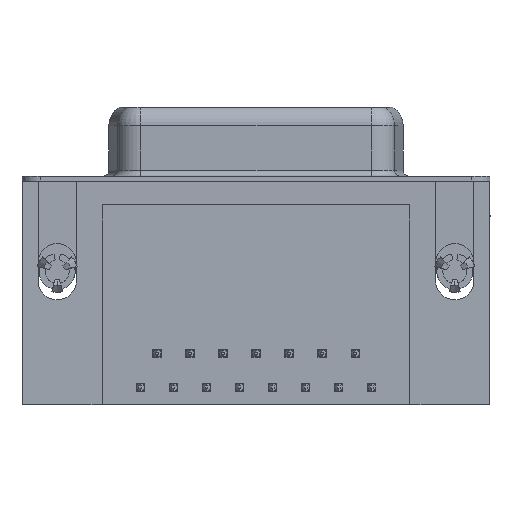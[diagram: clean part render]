
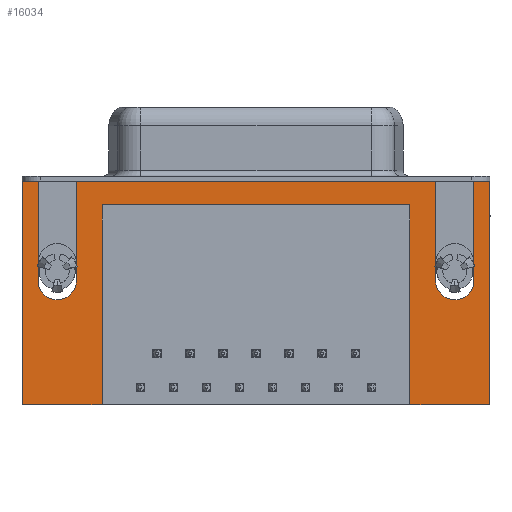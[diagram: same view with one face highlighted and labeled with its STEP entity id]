
A CAD part, front view. The second image highlights one B-rep face of the part: STEP entity #16034.
In plain terms, the highlighted planar face has unit normal (0, -1, 0).
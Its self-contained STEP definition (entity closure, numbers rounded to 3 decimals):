
#689 = VECTOR ( 'NONE', #2233, 1000. ) ;
#757 = LINE ( 'NONE', #17660, #689 ) ;
#777 = CARTESIAN_POINT ( 'NONE',  ( 3.765, -6.275, -2. ) ) ;
#1424 = CARTESIAN_POINT ( 'NONE',  ( 31.72, -6.275, 0. ) ) ;
#2233 = DIRECTION ( 'NONE',  ( 0., 0., 1. ) ) ;
#2780 = CARTESIAN_POINT ( 'NONE',  ( -2.935, -6.275, 0. ) ) ;
#3246 = VECTOR ( 'NONE', #11377, 1000. ) ;
#3302 = LINE ( 'NONE', #13623, #3246 ) ;
#3436 = FACE_OUTER_BOUND ( 'NONE', #25806, .T. ) ;
#3594 = DIRECTION ( 'NONE',  ( -1., 0., 0. ) ) ;
#3873 = CARTESIAN_POINT ( 'NONE',  ( 29.555, -6.275, -2. ) ) ;
#3966 = VERTEX_POINT ( 'NONE', #6376 ) ;
#4108 = CARTESIAN_POINT ( 'NONE',  ( -2.935, -6.275, 0. ) ) ;
#4140 = CARTESIAN_POINT ( 'NONE',  ( 36.255, -6.275, -18.76 ) ) ;
#4251 = PLANE ( 'NONE',  #20265 ) ;
#4746 = CARTESIAN_POINT ( 'NONE',  ( 36.255, -6.275, -18.76 ) ) ;
#5120 = DIRECTION ( 'NONE',  ( 0., -1., 0. ) ) ;
#5396 = VERTEX_POINT ( 'NONE', #777 ) ;
#5420 = VERTEX_POINT ( 'NONE', #16235 ) ;
#5881 = ORIENTED_EDGE ( 'NONE', *, *, #8840, .F. ) ;
#6164 = CARTESIAN_POINT ( 'NONE',  ( -2.935, -6.275, 0. ) ) ;
#6198 = DIRECTION ( 'NONE',  ( 0., -1., 0. ) ) ;
#6376 = CARTESIAN_POINT ( 'NONE',  ( -1.6, -6.275, -8.35 ) ) ;
#6508 = VERTEX_POINT ( 'NONE', #15634 ) ;
#6531 = DIRECTION ( 'NONE',  ( 0., -1., 0. ) ) ;
#6821 = ORIENTED_EDGE ( 'NONE', *, *, #26032, .F. ) ;
#7223 = ORIENTED_EDGE ( 'NONE', *, *, #21534, .F. ) ;
#7813 = DIRECTION ( 'NONE',  ( 0., 0., 1. ) ) ;
#8157 = CARTESIAN_POINT ( 'NONE',  ( 29.555, -6.275, -18.76 ) ) ;
#8726 = DIRECTION ( 'NONE',  ( 0., 0., 1. ) ) ;
#8840 = EDGE_CURVE ( 'NONE', #6508, #3966, #3302, .T. ) ;
#9030 = CARTESIAN_POINT ( 'NONE',  ( 34.92, -6.275, -8.35 ) ) ;
#9133 = VERTEX_POINT ( 'NONE', #21636 ) ;
#9296 = VECTOR ( 'NONE', #13095, 1000. ) ;
#9411 = LINE ( 'NONE', #28222, #9296 ) ;
#9654 = CIRCLE ( 'NONE', #16757, 1.6 ) ;
#9991 = EDGE_CURVE ( 'NONE', #22656, #5420, #26631, .T. ) ;
#10176 = VERTEX_POINT ( 'NONE', #15272 ) ;
#10230 = CARTESIAN_POINT ( 'NONE',  ( 3.765, -6.275, -2. ) ) ;
#10591 = EDGE_CURVE ( 'NONE', #5396, #13952, #24397, .T. ) ;
#11064 = EDGE_CURVE ( 'NONE', #15423, #20414, #22663, .T. ) ;
#11377 = DIRECTION ( 'NONE',  ( 0., 0., -1. ) ) ;
#11758 = CARTESIAN_POINT ( 'NONE',  ( 36.255, -6.275, -2.5 ) ) ;
#11914 = DIRECTION ( 'NONE',  ( -1., 0., 0. ) ) ;
#12113 = VECTOR ( 'NONE', #3594, 1000. ) ;
#12191 = LINE ( 'NONE', #10230, #12113 ) ;
#12336 = ORIENTED_EDGE ( 'NONE', *, *, #22998, .F. ) ;
#12472 = EDGE_CURVE ( 'NONE', #13236, #19996, #17637, .T. ) ;
#12477 = VECTOR ( 'NONE', #18150, 1000. ) ;
#12505 = LINE ( 'NONE', #26841, #12477 ) ;
#12701 = ORIENTED_EDGE ( 'NONE', *, *, #17789, .F. ) ;
#12981 = CARTESIAN_POINT ( 'NONE',  ( 29.555, -6.275, -2. ) ) ;
#13052 = VECTOR ( 'NONE', #13860, 1000. ) ;
#13095 = DIRECTION ( 'NONE',  ( 0., 0., -1. ) ) ;
#13236 = VERTEX_POINT ( 'NONE', #8157 ) ;
#13373 = LINE ( 'NONE', #2780, #13052 ) ;
#13623 = CARTESIAN_POINT ( 'NONE',  ( -1.6, -6.275, 0. ) ) ;
#13673 = EDGE_CURVE ( 'NONE', #21970, #20128, #12505, .T. ) ;
#13860 = DIRECTION ( 'NONE',  ( 1., 0., 0. ) ) ;
#13952 = VERTEX_POINT ( 'NONE', #28104 ) ;
#14064 = ORIENTED_EDGE ( 'NONE', *, *, #10591, .F. ) ;
#14995 = CARTESIAN_POINT ( 'NONE',  ( 1.6, -6.275, -8.35 ) ) ;
#15272 = CARTESIAN_POINT ( 'NONE',  ( 31.72, -6.275, -8.35 ) ) ;
#15338 = DIRECTION ( 'NONE',  ( -1., 0., 0. ) ) ;
#15341 = CARTESIAN_POINT ( 'NONE',  ( -2.935, -6.275, -2.5 ) ) ;
#15423 = VERTEX_POINT ( 'NONE', #9030 ) ;
#15634 = CARTESIAN_POINT ( 'NONE',  ( -1.6, -6.275, 0. ) ) ;
#15841 = VERTEX_POINT ( 'NONE', #21442 ) ;
#16034 = ADVANCED_FACE ( 'NONE', ( #3436 ), #4251, .T. ) ;
#16235 = CARTESIAN_POINT ( 'NONE',  ( 36.255, -6.275, 0. ) ) ;
#16399 = VERTEX_POINT ( 'NONE', #1424 ) ;
#16757 = AXIS2_PLACEMENT_3D ( 'NONE', #19327, #6198, #21583 ) ;
#17092 = ORIENTED_EDGE ( 'NONE', *, *, #27129, .F. ) ;
#17385 = DIRECTION ( 'NONE',  ( 1., 0., 0. ) ) ;
#17521 = CARTESIAN_POINT ( 'NONE',  ( 1.6, -6.275, 0. ) ) ;
#17637 = LINE ( 'NONE', #12981, #18088 ) ;
#17650 = ORIENTED_EDGE ( 'NONE', *, *, #13673, .F. ) ;
#17660 = CARTESIAN_POINT ( 'NONE',  ( -2.935, -6.275, -2.5 ) ) ;
#17781 = VECTOR ( 'NONE', #17385, 1000. ) ;
#17789 = EDGE_CURVE ( 'NONE', #3966, #21970, #9654, .T. ) ;
#17832 = LINE ( 'NONE', #4108, #17781 ) ;
#18088 = VECTOR ( 'NONE', #8726, 1000. ) ;
#18150 = DIRECTION ( 'NONE',  ( 0., 0., 1. ) ) ;
#18329 = CARTESIAN_POINT ( 'NONE',  ( 33.32, -6.275, -8.35 ) ) ;
#18388 = DIRECTION ( 'NONE',  ( 0., 0., 1. ) ) ;
#19327 = CARTESIAN_POINT ( 'NONE',  ( 0., -6.275, -8.35 ) ) ;
#19987 = EDGE_CURVE ( 'NONE', #20414, #5420, #23843, .T. ) ;
#19996 = VERTEX_POINT ( 'NONE', #3873 ) ;
#20128 = VERTEX_POINT ( 'NONE', #17521 ) ;
#20265 = AXIS2_PLACEMENT_3D ( 'NONE', #15341, #6531, #21917 ) ;
#20414 = VERTEX_POINT ( 'NONE', #22653 ) ;
#20475 = VECTOR ( 'NONE', #15338, 1000. ) ;
#20515 = DIRECTION ( 'NONE',  ( -1., 0., 0. ) ) ;
#20643 = LINE ( 'NONE', #4140, #20475 ) ;
#20647 = CARTESIAN_POINT ( 'NONE',  ( 36.255, -6.275, -18.76 ) ) ;
#20909 = CARTESIAN_POINT ( 'NONE',  ( 34.92, -6.275, 0. ) ) ;
#20989 = EDGE_CURVE ( 'NONE', #13952, #9133, #20643, .T. ) ;
#21422 = ORIENTED_EDGE ( 'NONE', *, *, #22728, .F. ) ;
#21442 = CARTESIAN_POINT ( 'NONE',  ( -2.935, -6.275, 0. ) ) ;
#21534 = EDGE_CURVE ( 'NONE', #15841, #6508, #17832, .T. ) ;
#21555 = DIRECTION ( 'NONE',  ( 1., 0., 0. ) ) ;
#21583 = DIRECTION ( 'NONE',  ( 1., 0., 0. ) ) ;
#21629 = CARTESIAN_POINT ( 'NONE',  ( 3.765, -6.275, -2. ) ) ;
#21636 = CARTESIAN_POINT ( 'NONE',  ( -2.935, -6.275, -18.76 ) ) ;
#21763 = ORIENTED_EDGE ( 'NONE', *, *, #20989, .F. ) ;
#21848 = ORIENTED_EDGE ( 'NONE', *, *, #12472, .F. ) ;
#21917 = DIRECTION ( 'NONE',  ( 0., 0., -1. ) ) ;
#21970 = VERTEX_POINT ( 'NONE', #14995 ) ;
#22502 = VECTOR ( 'NONE', #7813, 1000. ) ;
#22653 = CARTESIAN_POINT ( 'NONE',  ( 34.92, -6.275, 0. ) ) ;
#22656 = VERTEX_POINT ( 'NONE', #4746 ) ;
#22663 = LINE ( 'NONE', #20909, #22502 ) ;
#22728 = EDGE_CURVE ( 'NONE', #20128, #16399, #13373, .T. ) ;
#22998 = EDGE_CURVE ( 'NONE', #19996, #5396, #12191, .T. ) ;
#23470 = ORIENTED_EDGE ( 'NONE', *, *, #23647, .F. ) ;
#23647 = EDGE_CURVE ( 'NONE', #16399, #10176, #9411, .T. ) ;
#23838 = DIRECTION ( 'NONE',  ( 0., 0., -1. ) ) ;
#23843 = LINE ( 'NONE', #6164, #23960 ) ;
#23960 = VECTOR ( 'NONE', #21555, 1000. ) ;
#24306 = VECTOR ( 'NONE', #23838, 1000. ) ;
#24397 = LINE ( 'NONE', #21629, #24306 ) ;
#24885 = AXIS2_PLACEMENT_3D ( 'NONE', #18329, #5120, #20515 ) ;
#25037 = CIRCLE ( 'NONE', #24885, 1.6 ) ;
#25181 = ORIENTED_EDGE ( 'NONE', *, *, #19987, .F. ) ;
#25806 = EDGE_LOOP ( 'NONE', ( #28267, #17092, #23470, #21422, #17650, #12701, #5881, #7223, #6821, #21763, #14064, #12336, #21848, #27370, #27614, #25181 ) ) ;
#26032 = EDGE_CURVE ( 'NONE', #9133, #15841, #757, .T. ) ;
#26605 = VECTOR ( 'NONE', #18388, 1000. ) ;
#26631 = LINE ( 'NONE', #11758, #26605 ) ;
#26686 = EDGE_CURVE ( 'NONE', #22656, #13236, #26943, .T. ) ;
#26841 = CARTESIAN_POINT ( 'NONE',  ( 1.6, -6.275, 0. ) ) ;
#26941 = VECTOR ( 'NONE', #11914, 1000. ) ;
#26943 = LINE ( 'NONE', #20647, #26941 ) ;
#27129 = EDGE_CURVE ( 'NONE', #10176, #15423, #25037, .T. ) ;
#27370 = ORIENTED_EDGE ( 'NONE', *, *, #26686, .F. ) ;
#27614 = ORIENTED_EDGE ( 'NONE', *, *, #9991, .T. ) ;
#28104 = CARTESIAN_POINT ( 'NONE',  ( 3.765, -6.275, -18.76 ) ) ;
#28222 = CARTESIAN_POINT ( 'NONE',  ( 31.72, -6.275, 0. ) ) ;
#28267 = ORIENTED_EDGE ( 'NONE', *, *, #11064, .F. ) ;
